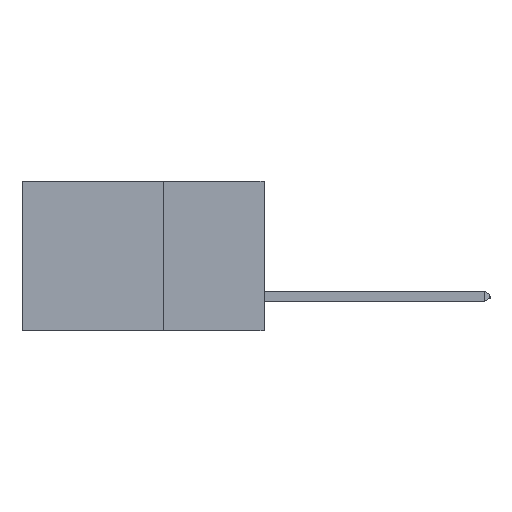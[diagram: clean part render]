
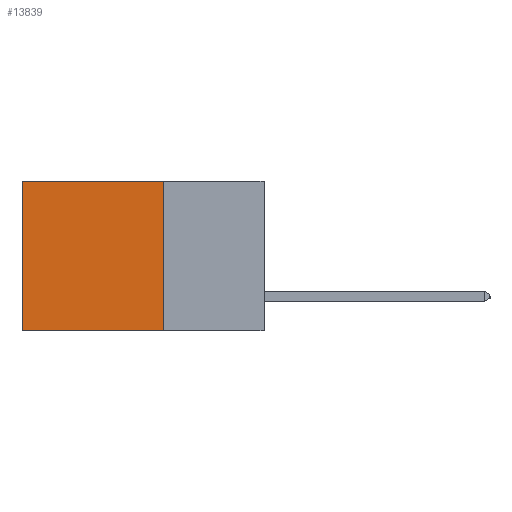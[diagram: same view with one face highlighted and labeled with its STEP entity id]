
A CAD part, left-side view. The second image highlights one B-rep face of the part: STEP entity #13839.
In plain terms, the highlighted planar face has unit normal (-1, 0, 0).
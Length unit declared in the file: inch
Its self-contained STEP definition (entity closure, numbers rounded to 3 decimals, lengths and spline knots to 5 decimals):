
#308 = CARTESIAN_POINT ( 'NONE',  ( 0.298, 0.6, 0. ) ) ;
#314 = ORIENTED_EDGE ( 'NONE', *, *, #14314, .T. ) ;
#1014 = CARTESIAN_POINT ( 'NONE',  ( 0.298, 0.25, 0. ) ) ;
#1697 = VECTOR ( 'NONE', #11913, 39.37008 ) ;
#2026 = VERTEX_POINT ( 'NONE', #4497 ) ;
#2456 = VERTEX_POINT ( 'NONE', #4160 ) ;
#2522 = DIRECTION ( 'NONE',  ( 0., 0., -1. ) ) ;
#3082 = LINE ( 'NONE', #16236, #1697 ) ;
#4160 = CARTESIAN_POINT ( 'NONE',  ( 0.298, 0.6, -0.37 ) ) ;
#4497 = CARTESIAN_POINT ( 'NONE',  ( 0.298, 0.25, 0. ) ) ;
#4581 = LINE ( 'NONE', #5017, #12425 ) ;
#5017 = CARTESIAN_POINT ( 'NONE',  ( 0.298, 0.25, 0. ) ) ;
#5200 = DIRECTION ( 'NONE',  ( 0., 1., 0. ) ) ;
#5869 = AXIS2_PLACEMENT_3D ( 'NONE', #1014, #11315, #2522 ) ;
#6786 = EDGE_CURVE ( 'NONE', #12277, #2456, #15697, .T. ) ;
#6809 = CARTESIAN_POINT ( 'NONE',  ( 0.298, 0.6, 0. ) ) ;
#7907 = VECTOR ( 'NONE', #5200, 39.37008 ) ;
#8019 = EDGE_CURVE ( 'NONE', #2026, #12277, #3082, .T. ) ;
#8843 = ORIENTED_EDGE ( 'NONE', *, *, #8019, .F. ) ;
#9023 = ORIENTED_EDGE ( 'NONE', *, *, #6786, .F. ) ;
#9713 = VECTOR ( 'NONE', #16395, 39.37008 ) ;
#10171 = LINE ( 'NONE', #308, #9713 ) ;
#11087 = CARTESIAN_POINT ( 'NONE',  ( 0.298, 0.25, -0.37 ) ) ;
#11315 = DIRECTION ( 'NONE',  ( 1., 0., 0. ) ) ;
#11913 = DIRECTION ( 'NONE',  ( 0., 0., -1. ) ) ;
#12277 = VERTEX_POINT ( 'NONE', #15704 ) ;
#12425 = VECTOR ( 'NONE', #15265, 39.37008 ) ;
#13839 = ADVANCED_FACE ( 'NONE', ( #17233 ), #15607, .F. ) ;
#14314 = EDGE_CURVE ( 'NONE', #2026, #14483, #4581, .T. ) ;
#14483 = VERTEX_POINT ( 'NONE', #6809 ) ;
#15265 = DIRECTION ( 'NONE',  ( 0., 1., 0. ) ) ;
#15607 = PLANE ( 'NONE',  #5869 ) ;
#15614 = EDGE_LOOP ( 'NONE', ( #16999, #9023, #8843, #314 ) ) ;
#15697 = LINE ( 'NONE', #11087, #7907 ) ;
#15704 = CARTESIAN_POINT ( 'NONE',  ( 0.298, 0.25, -0.37 ) ) ;
#16236 = CARTESIAN_POINT ( 'NONE',  ( 0.298, 0.25, 0. ) ) ;
#16395 = DIRECTION ( 'NONE',  ( 0., 0., -1. ) ) ;
#16999 = ORIENTED_EDGE ( 'NONE', *, *, #17908, .T. ) ;
#17233 = FACE_OUTER_BOUND ( 'NONE', #15614, .T. ) ;
#17908 = EDGE_CURVE ( 'NONE', #14483, #2456, #10171, .T. ) ;
